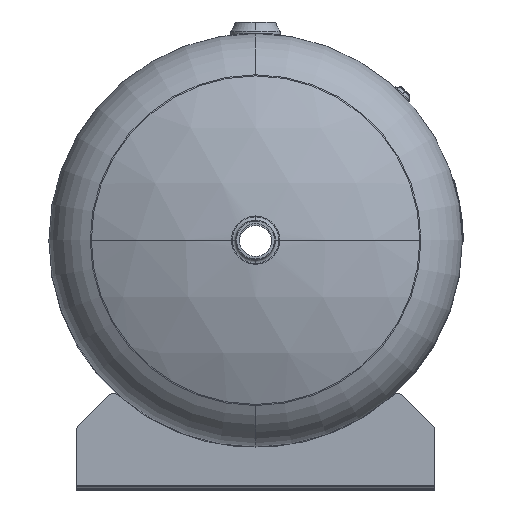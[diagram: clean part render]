
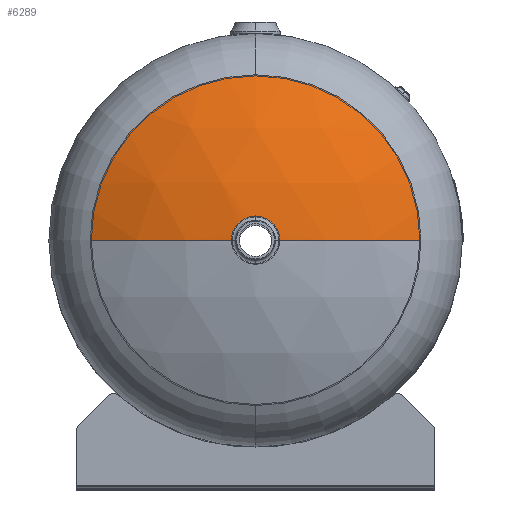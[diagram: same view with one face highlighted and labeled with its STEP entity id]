
A CAD part, top view. The second image highlights one B-rep face of the part: STEP entity #6289.
In plain terms, the highlighted spherical face has radius 685.8 mm.
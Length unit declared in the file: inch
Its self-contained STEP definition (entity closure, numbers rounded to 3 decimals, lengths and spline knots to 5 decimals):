
#4 = EDGE_CURVE ( 'NONE', #6574, #6569, #5233, .T. ) ;
#346 = EDGE_CURVE ( 'NONE', #6574, #6566, #8647, .T. ) ;
#347 = EDGE_CURVE ( 'NONE', #6540, #6567, #8644, .T. ) ;
#352 = EDGE_CURVE ( 'NONE', #6567, #6569, #4769, .T. ) ;
#388 = EDGE_CURVE ( 'NONE', #6566, #6540, #1197, .T. ) ;
#1197 = CIRCLE ( 'NONE', #1199, 27. ) ;
#1199 = AXIS2_PLACEMENT_3D ( 'NONE', #7009, #7010, #7011 ) ;
#1639 = AXIS2_PLACEMENT_3D ( 'NONE', #8116, #8123, #8124 ) ;
#1912 = CARTESIAN_POINT ( 'NONE',  ( 0., 0., 35.96157 ) ) ;
#1913 = DIRECTION ( 'NONE',  ( 0., 0., 1. ) ) ;
#1914 = DIRECTION ( 'NONE',  ( -1., 0., 0. ) ) ;
#1915 = CARTESIAN_POINT ( 'NONE',  ( 0., 0., 33.18677 ) ) ;
#1916 = DIRECTION ( 'NONE',  ( 0., 0., -1. ) ) ;
#1917 = DIRECTION ( 'NONE',  ( 0., 1., 0. ) ) ;
#1933 = CARTESIAN_POINT ( 'NONE',  ( 0., 0., 33.18677 ) ) ;
#1934 = DIRECTION ( 'NONE',  ( 0., 0., -1. ) ) ;
#1935 = DIRECTION ( 'NONE',  ( 0., 1., 0. ) ) ;
#2338 = ORIENTED_EDGE ( 'NONE', *, *, #388, .F. ) ;
#2339 = ORIENTED_EDGE ( 'NONE', *, *, #346, .F. ) ;
#2340 = ORIENTED_EDGE ( 'NONE', *, *, #4, .T. ) ;
#2341 = ORIENTED_EDGE ( 'NONE', *, *, #352, .F. ) ;
#2342 = ORIENTED_EDGE ( 'NONE', *, *, #347, .F. ) ;
#2717 = EDGE_LOOP ( 'NONE', ( #2338, #2339, #2340, #2341, #2342 ) ) ;
#4769 = CIRCLE ( 'NONE', #6290, 12. ) ;
#5228 = AXIS2_PLACEMENT_3D ( 'NONE', #8785, #8786, #8787 ) ;
#5233 = CIRCLE ( 'NONE', #5228, 27. ) ;
#6030 = CARTESIAN_POINT ( 'NONE',  ( -1.44, 0., 35.96157 ) ) ;
#6031 = CARTESIAN_POINT ( 'NONE',  ( 0., 12., 33.18677 ) ) ;
#6033 = CARTESIAN_POINT ( 'NONE',  ( 12., 0., 33.18677 ) ) ;
#6038 = CARTESIAN_POINT ( 'NONE',  ( 1.44, 0., 35.96157 ) ) ;
#6289 = ADVANCED_FACE ( 'NONE', ( #8117 ), #8120, .T. ) ;
#6290 = AXIS2_PLACEMENT_3D ( 'NONE', #1933, #1934, #1935 ) ;
#6540 = VERTEX_POINT ( 'NONE', #8368 ) ;
#6566 = VERTEX_POINT ( 'NONE', #6030 ) ;
#6567 = VERTEX_POINT ( 'NONE', #6031 ) ;
#6569 = VERTEX_POINT ( 'NONE', #6033 ) ;
#6574 = VERTEX_POINT ( 'NONE', #6038 ) ;
#7009 = CARTESIAN_POINT ( 'NONE',  ( 0., 0., 9. ) ) ;
#7010 = DIRECTION ( 'NONE',  ( 0., -1., 0. ) ) ;
#7011 = DIRECTION ( 'NONE',  ( 1., 0., 0. ) ) ;
#8116 = CARTESIAN_POINT ( 'NONE',  ( 0., 0., 9. ) ) ;
#8117 = FACE_OUTER_BOUND ( 'NONE', #2717, .T. ) ;
#8120 = SPHERICAL_SURFACE ( 'NONE', #1639, 27. ) ;
#8123 = DIRECTION ( 'NONE',  ( 0., -1., 0. ) ) ;
#8124 = DIRECTION ( 'NONE',  ( 1., 0., 0. ) ) ;
#8368 = CARTESIAN_POINT ( 'NONE',  ( -12., 0., 33.18677 ) ) ;
#8640 = AXIS2_PLACEMENT_3D ( 'NONE', #1915, #1916, #1917 ) ;
#8643 = AXIS2_PLACEMENT_3D ( 'NONE', #1912, #1913, #1914 ) ;
#8644 = CIRCLE ( 'NONE', #8640, 12. ) ;
#8647 = CIRCLE ( 'NONE', #8643, 1.44 ) ;
#8785 = CARTESIAN_POINT ( 'NONE',  ( 0., 0., 9. ) ) ;
#8786 = DIRECTION ( 'NONE',  ( 0., 1., 0. ) ) ;
#8787 = DIRECTION ( 'NONE',  ( 0., 0., 1. ) ) ;
